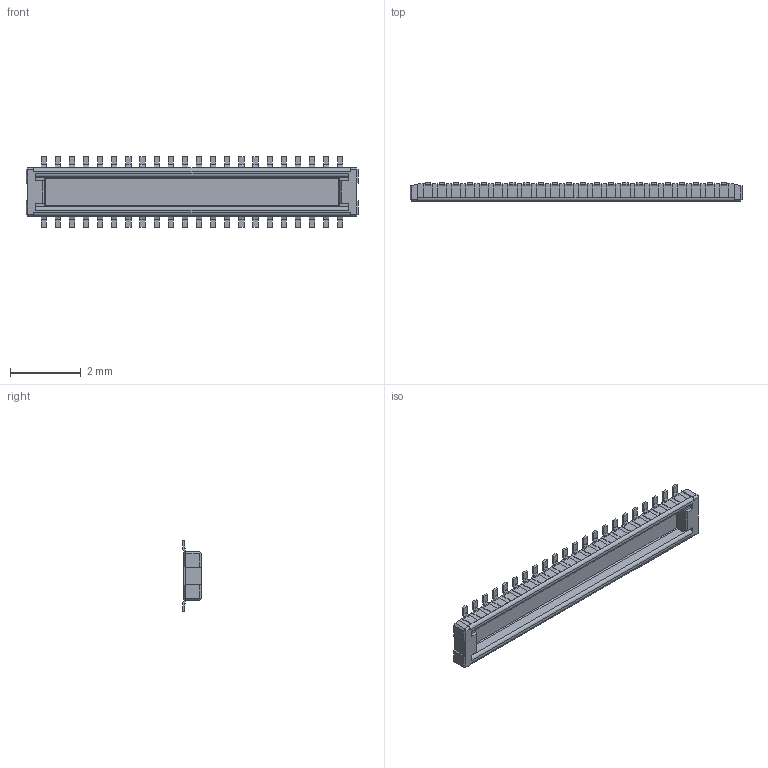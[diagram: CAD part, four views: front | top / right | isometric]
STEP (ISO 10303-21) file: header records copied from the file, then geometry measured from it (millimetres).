
FILE_DESCRIPTION (( 'STEP AP203' ), '1' );
FILE_NAME ('K3D-WP7B-P040VA1-V3_JAE_Proprietary.STEP', '2014-03-28T04:34:52', ( '' ), ( '' ), 'SwSTEP 2.0', 'SolidWorks 2012', '' );
FILE_SCHEMA (( 'CONFIG_CONTROL_DESIGN' ));
Length unit declared in the file: millimetre
Products named in the file (1): K3D-WP7B-P040VA1-V3_JAE_Proprietary
Bounding box: 9.4 x 0.52 x 2 mm (x, y, z)
Volume: 3.4 mm3; surface area: 48.4 mm2
Topology: 1 solids, 1 shells, 793 faces, 2150 edges, 1360 vertices
Faces by surface type: plane 613, cylinder 180
Entity records: 24561 total; most frequent: CARTESIAN_POINT 4304, ORIENTED_EDGE 4300, DIRECTION 4098, EDGE_CURVE 2150, LINE 1790, VECTOR 1790, VERTEX_POINT 1360, AXIS2_PLACEMENT_3D 1154
